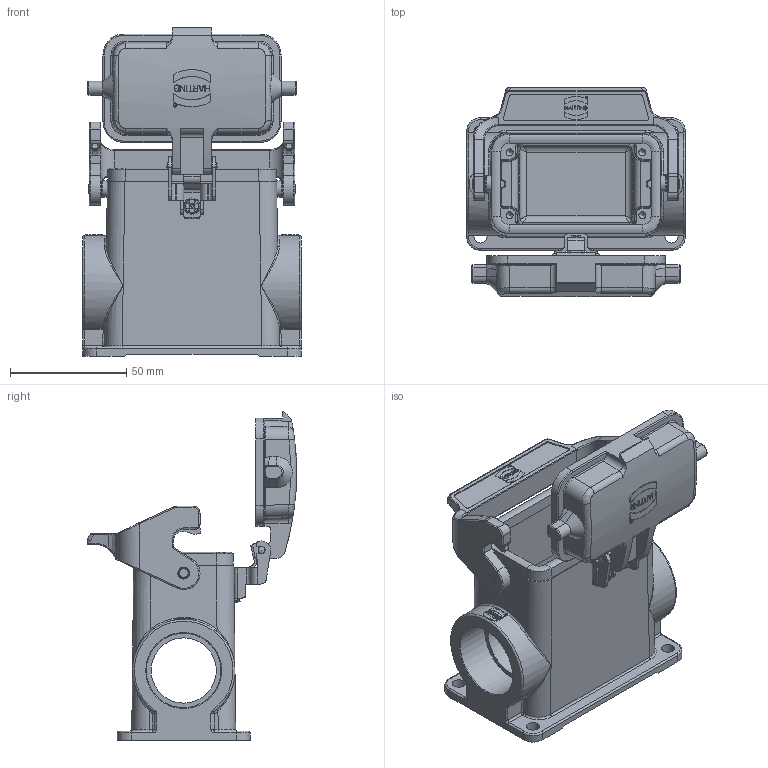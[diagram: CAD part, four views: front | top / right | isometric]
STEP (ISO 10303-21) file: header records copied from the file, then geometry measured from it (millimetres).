
FILE_DESCRIPTION(/* description */ (''),/* implementation_level */ '2;1');
FILE_NAME(/* name */ '100095013ugm000_b.stp',/* time_stamp */ '2017-11-03T09:07:42+01:00',/* author */ (''),/* organization */ (''),/* preprocessor_version */ 'ST-DEVELOPER v16',/* originating_system */ 'SIEMENS PLM Software NX 10.0',/* authorisation */ '');
FILE_SCHEMA (('AUTOMOTIVE_DESIGN { 1 0 10303 214 3 1 1 1 }'));
Products named in the file (1): 100095013ugm000_b
Bounding box: 94 x 90.13 x 141.13 mm (x, y, z)
Volume: 150267.3 mm3; surface area: 72430.7 mm2
Topology: 3 solids, 3 shells, 1290 faces, 3975 edges, 3370 vertices
Faces by surface type: plane 686, cylinder 345, bspline 166, cone 53, torus 30, sphere 10
Full cylindrical faces by diameter (mm): 0.95 x1, 1.05 x1, 1.52 x1, 1.68 x1, 3 x6, 4 x2, 4.8 x2, 5.1 x2, 5.6 x4, 7 x3, 28 x2, 32 x2
Entity records: 56987 total; most frequent: CARTESIAN_POINT 17121, ORIENTED_EDGE 6548, DIRECTION 6175, EDGE_CURVE 3274, VERTEX_POINT 2130, AXIS2_PLACEMENT_3D 2090, LINE 1995, VECTOR 1995
